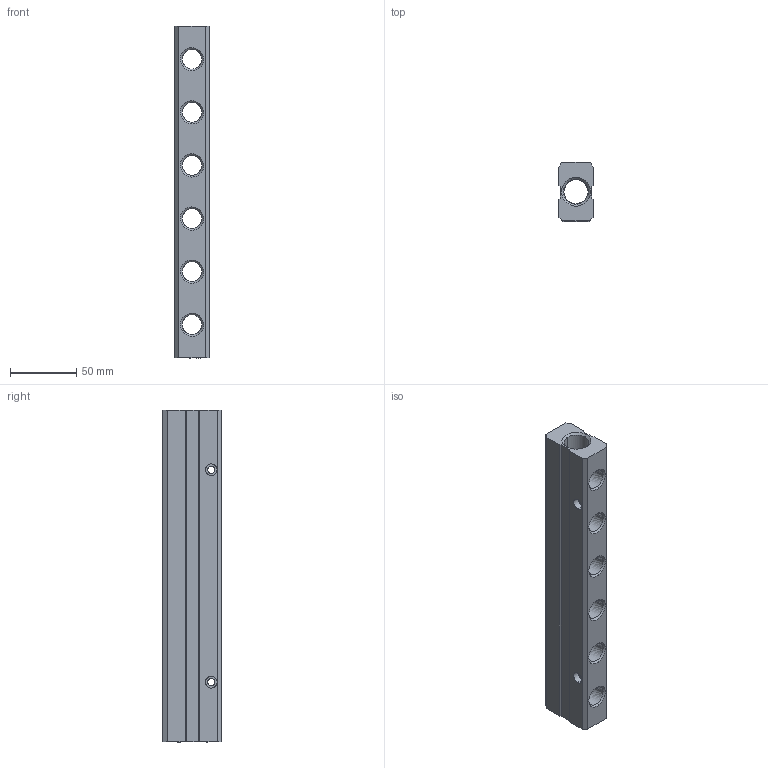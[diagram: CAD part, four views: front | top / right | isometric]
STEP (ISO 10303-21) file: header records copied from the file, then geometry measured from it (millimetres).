
FILE_DESCRIPTION (( 'STEP AP214' ), '1' );
FILE_NAME ('DRF.2F04.6F03_K.STEP', '2018-09-05T10:25:37', ( '' ), ( '' ), 'SwSTEP 2.0', 'SolidWorks 2018', '' );
FILE_SCHEMA (( 'AUTOMOTIVE_DESIGN' ));
Length unit declared in the file: millimetre
Products named in the file (1): DRF.2F04.6F03_K
Bounding box: 26 x 44 x 250 mm (x, y, z)
Volume: 176335.3 mm3; surface area: 54269 mm2
Topology: 1 solids, 1 shells, 86 faces, 242 edges, 160 vertices
Faces by surface type: bspline 86
Entity records: 6863 total; most frequent: CARTESIAN_POINT 5272, ORIENTED_EDGE 484, EDGE_CURVE 242, B_SPLINE_CURVE_WITH_KNOTS 168, VERTEX_POINT 160, EDGE_LOOP 118, FACE_OUTER_BOUND 86, ADVANCED_FACE 86
